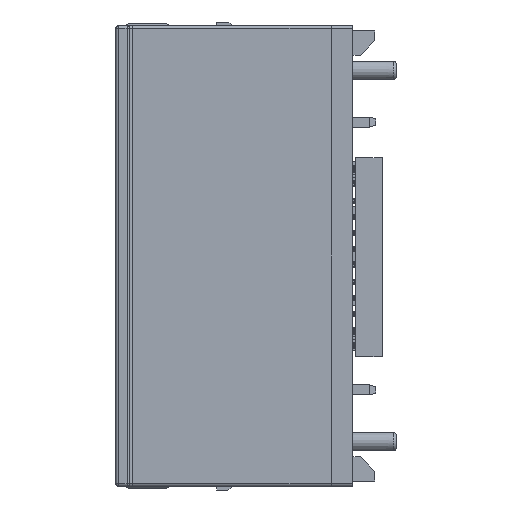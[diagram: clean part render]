
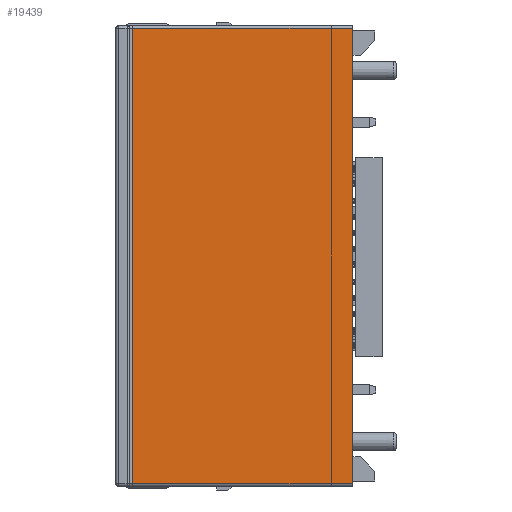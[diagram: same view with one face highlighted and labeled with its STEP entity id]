
A CAD part, front view. The second image highlights one B-rep face of the part: STEP entity #19439.
In plain terms, the highlighted planar face has unit normal (0, -1, 0).
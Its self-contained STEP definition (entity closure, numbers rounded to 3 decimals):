
#453=DIRECTION('',(0.,0.,-1.));
#454=VECTOR('',#453,35.7);
#455=CARTESIAN_POINT('',(-32.7,-9.7,43.6));
#456=LINE('',#455,#454);
#465=DIRECTION('',(1.,0.,0.));
#466=VECTOR('',#465,17.25);
#467=CARTESIAN_POINT('',(-32.7,-9.7,7.9));
#468=LINE('',#467,#466);
#502=DIRECTION('',(0.,0.,1.));
#503=VECTOR('',#502,35.7);
#504=CARTESIAN_POINT('',(-15.45,-9.7,7.9));
#505=LINE('',#504,#503);
#14516=DIRECTION('',(-1.,0.,0.));
#14517=VECTOR('',#14516,17.25);
#14518=CARTESIAN_POINT('',(-15.45,-9.7,43.6));
#14519=LINE('',#14518,#14517);
#14740=CARTESIAN_POINT('',(-32.7,-9.7,43.6));
#14741=CARTESIAN_POINT('',(-32.7,-9.7,7.9));
#14742=VERTEX_POINT('',#14740);
#14743=VERTEX_POINT('',#14741);
#14744=CARTESIAN_POINT('',(-15.45,-9.7,7.9));
#14745=VERTEX_POINT('',#14744);
#14746=CARTESIAN_POINT('',(-15.45,-9.7,43.6));
#14747=VERTEX_POINT('',#14746);
#19425=CARTESIAN_POINT('',(-34.,-9.7,7.7));
#19426=DIRECTION('',(0.,-1.,0.));
#19427=DIRECTION('',(0.,0.,1.));
#19428=AXIS2_PLACEMENT_3D('',#19425,#19426,#19427);
#19429=PLANE('',#19428);
#19431=ORIENTED_EDGE('',*,*,#19430,.F.);
#19432=ORIENTED_EDGE('',*,*,#19408,.F.);
#19434=ORIENTED_EDGE('',*,*,#19433,.F.);
#19436=ORIENTED_EDGE('',*,*,#19435,.F.);
#19437=EDGE_LOOP('',(#19431,#19432,#19434,#19436));
#19438=FACE_OUTER_BOUND('',#19437,.F.);
#19439=ADVANCED_FACE('',(#19438),#19429,.T.);
#19408=EDGE_CURVE('',#14742,#14743,#456,.T.);
#19430=EDGE_CURVE('',#14743,#14745,#468,.T.);
#19433=EDGE_CURVE('',#14747,#14742,#14519,.T.);
#19435=EDGE_CURVE('',#14745,#14747,#505,.T.);
